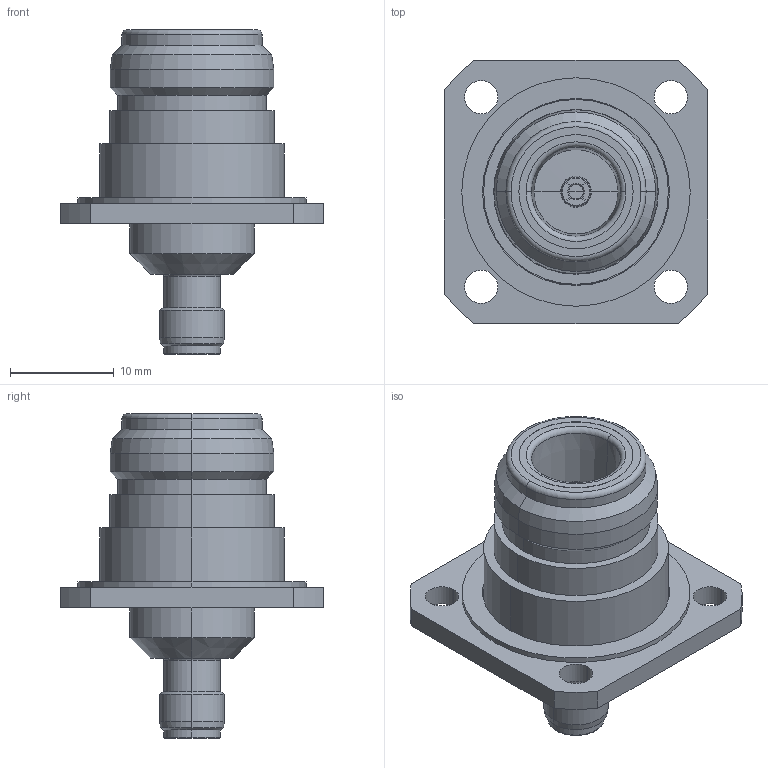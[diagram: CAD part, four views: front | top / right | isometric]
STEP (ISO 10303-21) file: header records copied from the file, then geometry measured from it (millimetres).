
FILE_DESCRIPTION (( 'STEP AP214' ), '1' );
FILE_NAME ('J01027B0008.STEP', '2015-11-13T09:40:08', ( '' ), ( '' ), 'SwSTEP 2.0', 'SolidWorks 2015', '' );
FILE_SCHEMA (( 'AUTOMOTIVE_DESIGN' ));
Length unit declared in the file: millimetre
Products named in the file (1): J01027B0008
Bounding box: 25.4 x 25.4 x 31.25 mm (x, y, z)
Volume: 4867.9 mm3; surface area: 3464 mm2
Topology: 1 solids, 2 shells, 145 faces, 338 edges, 209 vertices
Faces by surface type: cylinder 64, plane 35, cone 34, torus 12
Entity records: 5780 total; most frequent: CARTESIAN_POINT 855, DIRECTION 736, ORIENTED_EDGE 672, EDGE_CURVE 336, AXIS2_PLACEMENT_3D 302, VERTEX_POINT 209, EDGE_LOOP 169, CIRCLE 156
